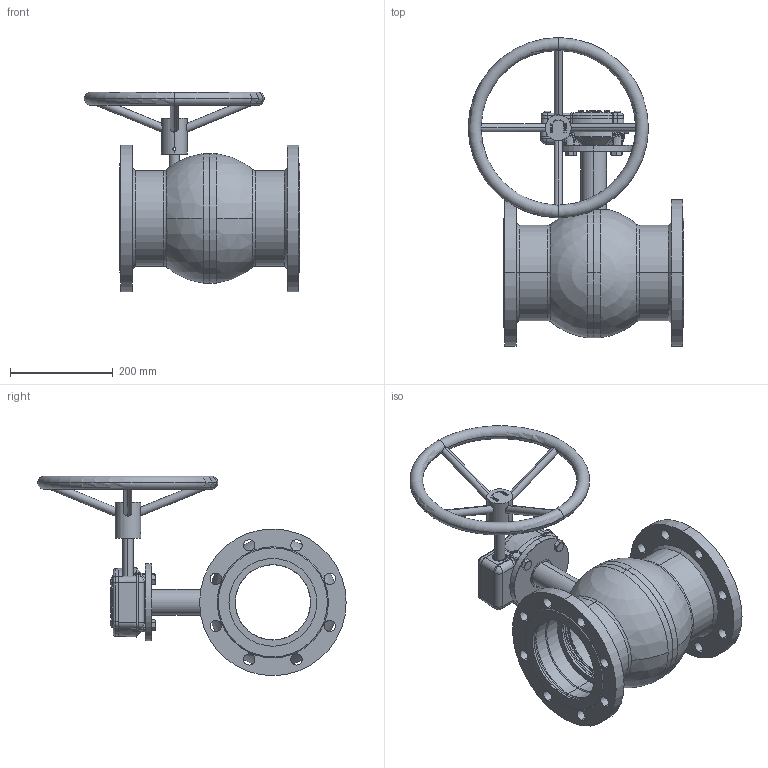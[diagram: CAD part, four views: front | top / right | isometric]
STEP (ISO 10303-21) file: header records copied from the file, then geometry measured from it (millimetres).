
FILE_DESCRIPTION (( 'STEP AP214' ), '1' );
FILE_NAME ('8600416150 480.step', '2025-05-29T08:18:48', ( '' ), ( '' ), 'SwSTEP 2.0', 'SolidWorks 2023', '' );
FILE_SCHEMA (( 'AUTOMOTIVE_DESIGN' ));
Length unit declared in the file: millimetre
Products named in the file (1): 8600416150 480
Bounding box: 418.77 x 599.34 x 387.47 mm (x, y, z)
Surface area: 1039436.2 mm2 (no closed solid volume)
Topology: 0 solids, 36 shells, 663 faces, 1945 edges, 1281 vertices
Faces by surface type: plane 214, cylinder 154, cone 119, bspline 111, torus 46, sphere 19
Entity records: 37857 total; most frequent: CARTESIAN_POINT 21465, ORIENTED_EDGE 3327, DIRECTION 3217, EDGE_CURVE 1938, VERTEX_POINT 1277, AXIS2_PLACEMENT_3D 1251, EDGE_LOOP 771, LINE 715
